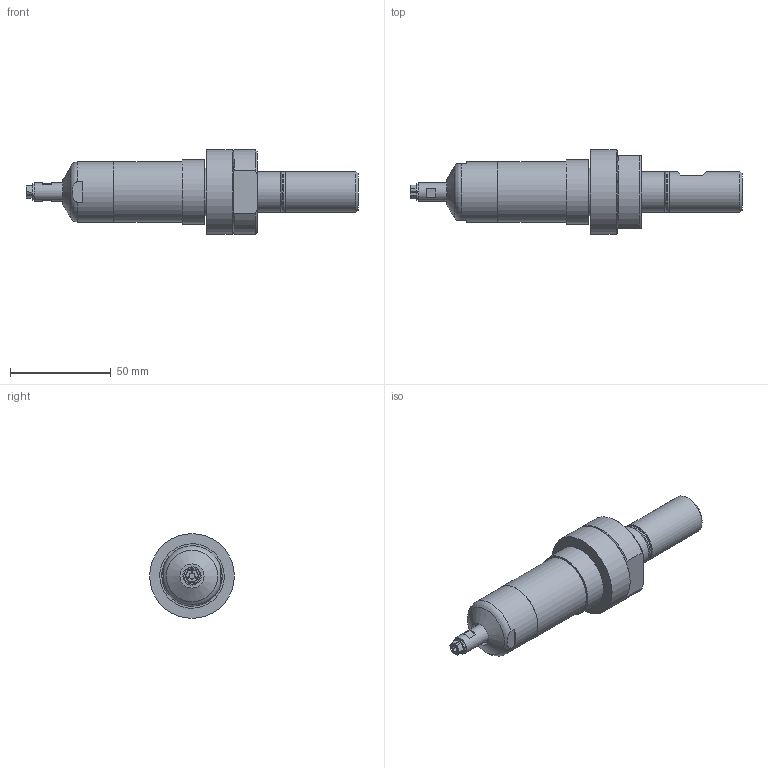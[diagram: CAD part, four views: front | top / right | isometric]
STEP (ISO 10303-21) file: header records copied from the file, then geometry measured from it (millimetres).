
FILE_DESCRIPTION((''),'2;1');
FILE_NAME('ESK 1000 W20_60019587.stp','2012-09-11T10:14:15',('ibasyouni'),(''),'Autodesk Inventor 2012','Autodesk Inventor 2012','');
FILE_SCHEMA(('AUTOMOTIVE_DESIGN { 1 0 10303 214 1 1 1 1 }'));
Length unit declared in the file: millimetre
Products named in the file (1): ESK 1000 W20_60019587
Bounding box: 164.88 x 42 x 42 mm (x, y, z)
Volume: 96093.9 mm3; surface area: 19907.6 mm2
Topology: 1 solids, 3 shells, 116 faces, 268 edges, 175 vertices
Faces by surface type: plane 60, cylinder 31, cone 20, torus 5
Full cylindrical faces by diameter (mm): 2.2 x2, 3 x1, 3.1 x1, 4.459 x1, 8 x1, 9 x1, 11 x1, 12 x1, 16.25 x2, 20 x3, 23.789 x1, 23.917 x1, 29.8 x1, 30 x1, 32 x1, 42 x1
Entity records: 3159 total; most frequent: CARTESIAN_POINT 624, DIRECTION 501, ORIENTED_EDGE 430, EDGE_CURVE 215, AXIS2_PLACEMENT_3D 212, EDGE_LOOP 167, VERTEX_POINT 156, FACE_OUTER_BOUND 116
